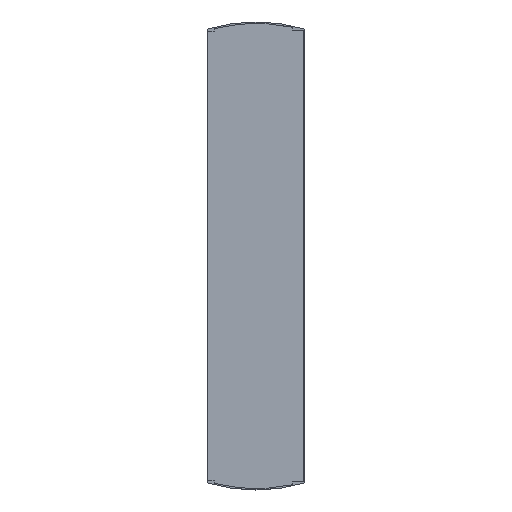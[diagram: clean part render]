
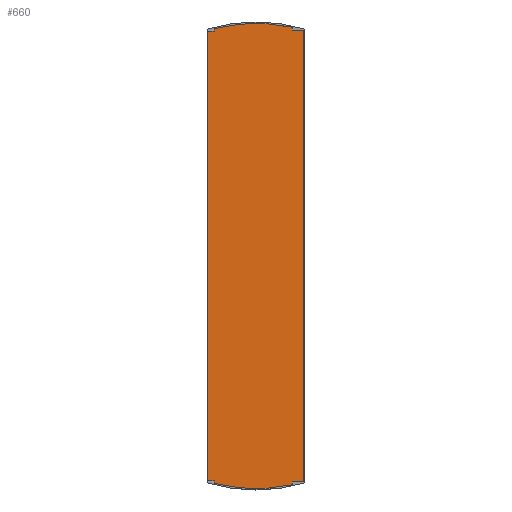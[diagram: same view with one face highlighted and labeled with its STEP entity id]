
A CAD part, top view. The second image highlights one B-rep face of the part: STEP entity #660.
In plain terms, the highlighted planar face has unit normal (0, 0, 1).
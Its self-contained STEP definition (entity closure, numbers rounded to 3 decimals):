
#11 = EDGE_CURVE ( 'NONE', #385, #922, #620, .T. ) ;
#20 = DIRECTION ( 'NONE',  ( 0., 0., -1. ) ) ;
#24 = CARTESIAN_POINT ( 'NONE',  ( 30., 112.244, 2. ) ) ;
#25 = EDGE_CURVE ( 'NONE', #780, #246, #715, .T. ) ;
#37 = VECTOR ( 'NONE', #537, 1000. ) ;
#49 = LINE ( 'NONE', #760, #37 ) ;
#54 = EDGE_CURVE ( 'NONE', #830, #376, #738, .T. ) ;
#76 = DIRECTION ( 'NONE',  ( -1., 0., 0. ) ) ;
#82 = AXIS2_PLACEMENT_3D ( 'NONE', #434, #20, #76 ) ;
#87 = DIRECTION ( 'NONE',  ( 1., 0., 0. ) ) ;
#91 = CARTESIAN_POINT ( 'NONE',  ( 3., -9., 2. ) ) ;
#94 = CARTESIAN_POINT ( 'NONE',  ( 29.21, 113.221, 2. ) ) ;
#100 = EDGE_CURVE ( 'NONE', #922, #280, #673, .T. ) ;
#105 = ORIENTED_EDGE ( 'NONE', *, *, #947, .T. ) ;
#118 = CARTESIAN_POINT ( 'NONE',  ( 38., -223., 2. ) ) ;
#125 = EDGE_CURVE ( 'NONE', #142, #490, #265, .T. ) ;
#131 = ORIENTED_EDGE ( 'NONE', *, *, #348, .F. ) ;
#133 = VECTOR ( 'NONE', #881, 1000. ) ;
#142 = VERTEX_POINT ( 'NONE', #94 ) ;
#143 = DIRECTION ( 'NONE',  ( 0., 0., 1. ) ) ;
#161 = CARTESIAN_POINT ( 'NONE',  ( -28., 111.316, 2. ) ) ;
#172 = AXIS2_PLACEMENT_3D ( 'NONE', #91, #398, #605 ) ;
#185 = VERTEX_POINT ( 'NONE', #480 ) ;
#189 = EDGE_CURVE ( 'NONE', #436, #830, #49, .T. ) ;
#198 = ORIENTED_EDGE ( 'NONE', *, *, #469, .F. ) ;
#199 = DIRECTION ( 'NONE',  ( 1., 0., 0. ) ) ;
#203 = EDGE_CURVE ( 'NONE', #280, #338, #919, .T. ) ;
#209 = DIRECTION ( 'NONE',  ( 0., 0., 1. ) ) ;
#213 = ORIENTED_EDGE ( 'NONE', *, *, #578, .T. ) ;
#220 = ORIENTED_EDGE ( 'NONE', *, *, #11, .T. ) ;
#227 = EDGE_LOOP ( 'NONE', ( #786, #826, #450, #586, #105, #414, #454, #295, #220, #690, #405, #852, #213, #198, #593, #611, #788, #131 ) ) ;
#232 = EDGE_CURVE ( 'NONE', #392, #780, #233, .T. ) ;
#233 = LINE ( 'NONE', #924, #562 ) ;
#246 = VERTEX_POINT ( 'NONE', #514 ) ;
#248 = VERTEX_POINT ( 'NONE', #824 ) ;
#250 = DIRECTION ( 'NONE',  ( 0., 1., 0. ) ) ;
#254 = LINE ( 'NONE', #118, #535 ) ;
#261 = DIRECTION ( 'NONE',  ( -1., 0., 0. ) ) ;
#265 = CIRCLE ( 'NONE', #447, 1. ) ;
#280 = VERTEX_POINT ( 'NONE', #808 ) ;
#292 = AXIS2_PLACEMENT_3D ( 'NONE', #294, #661, #802 ) ;
#294 = CARTESIAN_POINT ( 'NONE',  ( -27., -224.316, 2. ) ) ;
#295 = ORIENTED_EDGE ( 'NONE', *, *, #763, .T. ) ;
#307 = VERTEX_POINT ( 'NONE', #672 ) ;
#312 = CARTESIAN_POINT ( 'NONE',  ( -33., -223., 2. ) ) ;
#318 = CARTESIAN_POINT ( 'NONE',  ( 37., -224., 2. ) ) ;
#328 = CARTESIAN_POINT ( 'NONE',  ( -33., 110., 2. ) ) ;
#333 = AXIS2_PLACEMENT_3D ( 'NONE', #789, #640, #261 ) ;
#338 = VERTEX_POINT ( 'NONE', #318 ) ;
#345 = DIRECTION ( 'NONE',  ( -1., 0., 0. ) ) ;
#348 = EDGE_CURVE ( 'NONE', #185, #142, #541, .T. ) ;
#354 = CARTESIAN_POINT ( 'NONE',  ( -28., 110., 2. ) ) ;
#361 = DIRECTION ( 'NONE',  ( 1., 0., 0. ) ) ;
#363 = DIRECTION ( 'NONE',  ( 0., 1., 0. ) ) ;
#375 = EDGE_CURVE ( 'NONE', #490, #634, #938, .T. ) ;
#376 = VERTEX_POINT ( 'NONE', #161 ) ;
#383 = CARTESIAN_POINT ( 'NONE',  ( -27., 111.316, 2. ) ) ;
#385 = VERTEX_POINT ( 'NONE', #449 ) ;
#391 = DIRECTION ( 'NONE',  ( 0., -1., 0. ) ) ;
#392 = VERTEX_POINT ( 'NONE', #457 ) ;
#398 = DIRECTION ( 'NONE',  ( 0., 0., -1. ) ) ;
#402 = PLANE ( 'NONE',  #333 ) ;
#405 = ORIENTED_EDGE ( 'NONE', *, *, #203, .T. ) ;
#414 = ORIENTED_EDGE ( 'NONE', *, *, #232, .T. ) ;
#433 = CARTESIAN_POINT ( 'NONE',  ( -33., -223., 2. ) ) ;
#434 = CARTESIAN_POINT ( 'NONE',  ( 37., 110., 2. ) ) ;
#436 = VERTEX_POINT ( 'NONE', #328 ) ;
#447 = AXIS2_PLACEMENT_3D ( 'NONE', #574, #711, #345 ) ;
#448 = DIRECTION ( 'NONE',  ( 1., 0., 0. ) ) ;
#449 = CARTESIAN_POINT ( 'NONE',  ( 29.21, -226.221, 2. ) ) ;
#450 = ORIENTED_EDGE ( 'NONE', *, *, #189, .F. ) ;
#454 = ORIENTED_EDGE ( 'NONE', *, *, #25, .T. ) ;
#455 = EDGE_CURVE ( 'NONE', #376, #185, #783, .T. ) ;
#457 = CARTESIAN_POINT ( 'NONE',  ( -28., -223., 2. ) ) ;
#469 = EDGE_CURVE ( 'NONE', #893, #307, #917, .T. ) ;
#480 = CARTESIAN_POINT ( 'NONE',  ( -27.242, 112.287, 2. ) ) ;
#486 = AXIS2_PLACEMENT_3D ( 'NONE', #867, #143, #199 ) ;
#490 = VERTEX_POINT ( 'NONE', #24 ) ;
#504 = DIRECTION ( 'NONE',  ( 0., 0., 1. ) ) ;
#514 = CARTESIAN_POINT ( 'NONE',  ( -27.242, -225.287, 2. ) ) ;
#532 = DIRECTION ( 'NONE',  ( -1., 0., 0. ) ) ;
#534 = AXIS2_PLACEMENT_3D ( 'NONE', #579, #504, #361 ) ;
#535 = VECTOR ( 'NONE', #250, 1000. ) ;
#537 = DIRECTION ( 'NONE',  ( 1., 0., 0. ) ) ;
#541 = CIRCLE ( 'NONE', #172, 125. ) ;
#562 = VECTOR ( 'NONE', #391, 1000. ) ;
#574 = CARTESIAN_POINT ( 'NONE',  ( 29., 112.244, 2. ) ) ;
#578 = EDGE_CURVE ( 'NONE', #248, #307, #254, .T. ) ;
#579 = CARTESIAN_POINT ( 'NONE',  ( 3., -104., 2. ) ) ;
#586 = ORIENTED_EDGE ( 'NONE', *, *, #692, .F. ) ;
#593 = ORIENTED_EDGE ( 'NONE', *, *, #866, .F. ) ;
#604 = DIRECTION ( 'NONE',  ( 0., -1., 0. ) ) ;
#605 = DIRECTION ( 'NONE',  ( -1., 0., 0. ) ) ;
#608 = CARTESIAN_POINT ( 'NONE',  ( 37., 111., 2. ) ) ;
#611 = ORIENTED_EDGE ( 'NONE', *, *, #375, .F. ) ;
#618 = DIRECTION ( 'NONE',  ( 1., 0., 0. ) ) ;
#620 = CIRCLE ( 'NONE', #668, 1. ) ;
#634 = VERTEX_POINT ( 'NONE', #714 ) ;
#640 = DIRECTION ( 'NONE',  ( 0., 0., -1. ) ) ;
#642 = VECTOR ( 'NONE', #448, 1000. ) ;
#655 = CARTESIAN_POINT ( 'NONE',  ( 30., -225.244, 2. ) ) ;
#657 = CARTESIAN_POINT ( 'NONE',  ( -28., -224.316, 2. ) ) ;
#660 = ADVANCED_FACE ( 'NONE', ( #931 ), #402, .F. ) ;
#661 = DIRECTION ( 'NONE',  ( 0., 0., 1. ) ) ;
#666 = CARTESIAN_POINT ( 'NONE',  ( 29., -225.244, 2. ) ) ;
#668 = AXIS2_PLACEMENT_3D ( 'NONE', #666, #209, #816 ) ;
#672 = CARTESIAN_POINT ( 'NONE',  ( 38., 110., 2. ) ) ;
#673 = LINE ( 'NONE', #655, #840 ) ;
#683 = DIRECTION ( 'NONE',  ( 0., 0., -1. ) ) ;
#690 = ORIENTED_EDGE ( 'NONE', *, *, #100, .T. ) ;
#692 = EDGE_CURVE ( 'NONE', #749, #436, #792, .T. ) ;
#711 = DIRECTION ( 'NONE',  ( 0., 0., -1. ) ) ;
#714 = CARTESIAN_POINT ( 'NONE',  ( 30., 111., 2. ) ) ;
#715 = CIRCLE ( 'NONE', #292, 1. ) ;
#717 = CARTESIAN_POINT ( 'NONE',  ( -33., -223., 2. ) ) ;
#721 = VECTOR ( 'NONE', #728, 1000. ) ;
#728 = DIRECTION ( 'NONE',  ( 0., 1., 0. ) ) ;
#738 = LINE ( 'NONE', #354, #133 ) ;
#740 = CARTESIAN_POINT ( 'NONE',  ( 30., 111., 2. ) ) ;
#749 = VERTEX_POINT ( 'NONE', #717 ) ;
#750 = LINE ( 'NONE', #740, #953 ) ;
#751 = CIRCLE ( 'NONE', #534, 125. ) ;
#758 = AXIS2_PLACEMENT_3D ( 'NONE', #383, #683, #532 ) ;
#760 = CARTESIAN_POINT ( 'NONE',  ( -33., 110., 2. ) ) ;
#763 = EDGE_CURVE ( 'NONE', #246, #385, #751, .T. ) ;
#768 = CIRCLE ( 'NONE', #486, 1. ) ;
#780 = VERTEX_POINT ( 'NONE', #657 ) ;
#783 = CIRCLE ( 'NONE', #758, 1. ) ;
#786 = ORIENTED_EDGE ( 'NONE', *, *, #455, .F. ) ;
#788 = ORIENTED_EDGE ( 'NONE', *, *, #125, .F. ) ;
#789 = CARTESIAN_POINT ( 'NONE',  ( -27., 111.316, 2. ) ) ;
#792 = LINE ( 'NONE', #433, #721 ) ;
#802 = DIRECTION ( 'NONE',  ( 1., 0., 0. ) ) ;
#805 = CARTESIAN_POINT ( 'NONE',  ( -28., 110., 2. ) ) ;
#808 = CARTESIAN_POINT ( 'NONE',  ( 30., -224., 2. ) ) ;
#816 = DIRECTION ( 'NONE',  ( 1., 0., 0. ) ) ;
#824 = CARTESIAN_POINT ( 'NONE',  ( 38., -223., 2. ) ) ;
#826 = ORIENTED_EDGE ( 'NONE', *, *, #54, .F. ) ;
#830 = VERTEX_POINT ( 'NONE', #805 ) ;
#831 = CARTESIAN_POINT ( 'NONE',  ( 30., -225.244, 2. ) ) ;
#836 = EDGE_CURVE ( 'NONE', #338, #248, #768, .T. ) ;
#838 = VECTOR ( 'NONE', #604, 1000. ) ;
#840 = VECTOR ( 'NONE', #363, 1000. ) ;
#852 = ORIENTED_EDGE ( 'NONE', *, *, #836, .T. ) ;
#866 = EDGE_CURVE ( 'NONE', #634, #893, #750, .T. ) ;
#867 = CARTESIAN_POINT ( 'NONE',  ( 37., -223., 2. ) ) ;
#881 = DIRECTION ( 'NONE',  ( 0., 1., 0. ) ) ;
#884 = VECTOR ( 'NONE', #618, 1000. ) ;
#890 = LINE ( 'NONE', #312, #642 ) ;
#893 = VERTEX_POINT ( 'NONE', #608 ) ;
#915 = CARTESIAN_POINT ( 'NONE',  ( 30., -224., 2. ) ) ;
#916 = CARTESIAN_POINT ( 'NONE',  ( 30., 112.244, 2. ) ) ;
#917 = CIRCLE ( 'NONE', #82, 1. ) ;
#919 = LINE ( 'NONE', #915, #884 ) ;
#922 = VERTEX_POINT ( 'NONE', #831 ) ;
#924 = CARTESIAN_POINT ( 'NONE',  ( -28., -223., 2. ) ) ;
#931 = FACE_OUTER_BOUND ( 'NONE', #227, .T. ) ;
#938 = LINE ( 'NONE', #916, #838 ) ;
#947 = EDGE_CURVE ( 'NONE', #749, #392, #890, .T. ) ;
#953 = VECTOR ( 'NONE', #87, 1000. ) ;
